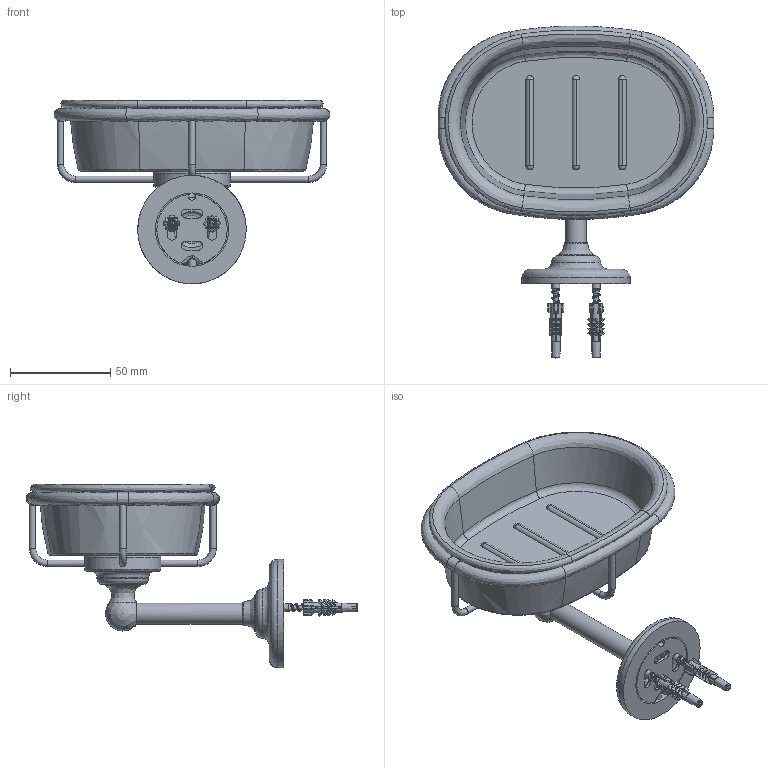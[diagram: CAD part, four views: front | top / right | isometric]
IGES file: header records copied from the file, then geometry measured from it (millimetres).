
Global section: file name: N4334; native system: Autodesk Inventor 2018; preprocessor: unknown; author: aprice; date: 20170920.145433; units: millimetre
Bounding box: 137.35 x 165.25 x 91.45 mm (x, y, z)
Volume: 124380.6 mm3; surface area: 67808.3 mm2
Topology: 16 solids, 16 shells, 733 faces, 2124 edges, 1415 vertices
Faces by surface type: bspline 733
